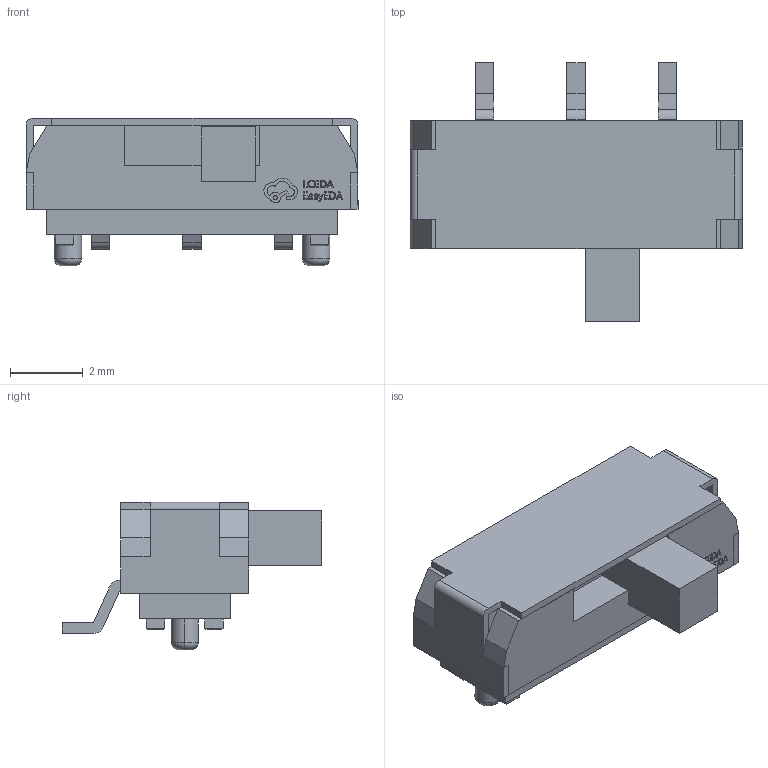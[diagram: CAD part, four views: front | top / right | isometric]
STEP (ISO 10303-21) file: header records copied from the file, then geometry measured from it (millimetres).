
FILE_DESCRIPTION (( 'STEP AP214' ), '1' );
FILE_NAME ('SW-SMD_3P-L9.1-W3.5-P2.50_BDKG-3P-H2MM.STEP', '2024-06-23T02:01:25', ( '' ), ( '' ), 'SwSTEP 2.0', 'SolidWorks 2020', '' );
FILE_SCHEMA (( 'AUTOMOTIVE_DESIGN' ));
Length unit declared in the file: millimetre
Products named in the file (1): SW-SMD_3P-L9.1-W3.5-P2.50_BDKG-3P-H2MM
Bounding box: 9.1 x 7.1 x 4.05 mm (x, y, z)
Volume: 95.6 mm3; surface area: 268.8 mm2
Topology: 3 solids, 3 shells, 385 faces, 1030 edges, 680 vertices
Faces by surface type: plane 266, bspline 98, cylinder 17, torus 4
Entity records: 16665 total; most frequent: CARTESIAN_POINT 3402, ORIENTED_EDGE 2060, DIRECTION 1448, EDGE_CURVE 1030, LINE 788, VECTOR 788, VERTEX_POINT 680, EDGE_LOOP 414
